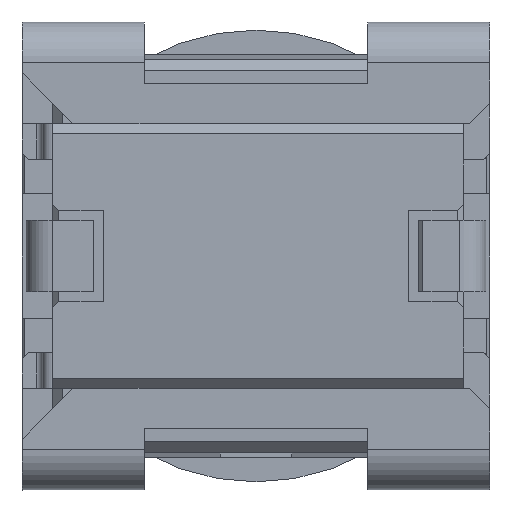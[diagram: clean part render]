
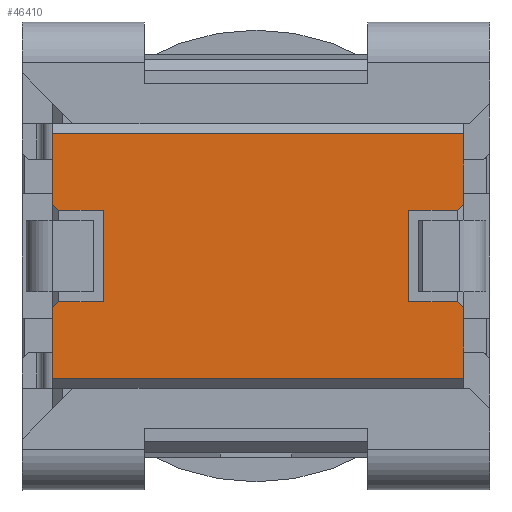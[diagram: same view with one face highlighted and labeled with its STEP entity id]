
A CAD part, front view. The second image highlights one B-rep face of the part: STEP entity #46410.
In plain terms, the highlighted planar face has unit normal (0, -1, 0).
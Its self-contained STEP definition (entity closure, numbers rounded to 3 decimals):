
#44270=CARTESIAN_POINT('',(-16.638,1.735,57.45)
);
#44280=DIRECTION('',(-1.,0.,0.));
#44290=VECTOR('',#44280,1.);
#44300=LINE('',#44270,#44290);
#44310=CARTESIAN_POINT('',(-15.618,1.735,57.45)
);
#44320=VERTEX_POINT('',#44310);
#44330=CARTESIAN_POINT('',(-17.638,1.735,57.45)
);
#44340=VERTEX_POINT('',#44330);
#44350=EDGE_CURVE('',#44320,#44340,#44300,.T.);
#44630=CARTESIAN_POINT('',(-17.638,1.735,58.65)
);
#44640=VERTEX_POINT('',#44630);
#44800=CARTESIAN_POINT('',(-15.618,1.735,58.65)
);
#44810=VERTEX_POINT('',#44800);
#44840=CARTESIAN_POINT('',(-16.638,1.735,58.65)
);
#44850=DIRECTION('',(-1.,0.,0.));
#44860=VECTOR('',#44850,1.);
#44870=LINE('',#44840,#44860);
#44880=EDGE_CURVE('',#44810,#44640,#44870,.T.);
#45040=CARTESIAN_POINT('',(-15.618,1.735,58.305));
#45050=VERTEX_POINT('',#45040);
#45200=CARTESIAN_POINT('',(-15.648,1.735,58.275));
#45210=VERTEX_POINT('',#45200);
#45240=CARTESIAN_POINT('',(-15.846,1.735,58.077));
#45250=DIRECTION('',(0.707,0.,
0.707));
#45260=VECTOR('',#45250,1.);
#45270=LINE('',#45240,#45260);
#45280=EDGE_CURVE('',#45210,#45050,#45270,.T.);
#45330=CARTESIAN_POINT('',(-17.788,1.735,57.4)
);
#45340=DIRECTION('',(0.,-1.,0.));
#45350=DIRECTION('',(0.,0.,-1.));
#45360=AXIS2_PLACEMENT_3D('',#45330,#45340,#45350);
#45370=PLANE('',#45360);
#45380=CARTESIAN_POINT('',(-15.538,1.735,58.275)
);
#45390=DIRECTION('',(1.,0.,0.));
#45400=VECTOR('',#45390,1.);
#45410=LINE('',#45380,#45400);
#45420=CARTESIAN_POINT('',(-17.608,1.735,58.275)
);
#45430=VERTEX_POINT('',#45420);
#45440=CARTESIAN_POINT('',(-17.388,1.735,58.275)
);
#45450=VERTEX_POINT('',#45440);
#45460=EDGE_CURVE('',#45430,#45450,#45410,.T.);
#45470=ORIENTED_EDGE('',*,*,#45460,.T.);
#45480=CARTESIAN_POINT('',(-17.409,1.735,58.077)
);
#45490=DIRECTION('',(0.707,0.,
-0.707));
#45500=VECTOR('',#45490,1.);
#45510=LINE('',#45480,#45500);
#45520=CARTESIAN_POINT('',(-17.638,1.735,58.305)
);
#45530=VERTEX_POINT('',#45520);
#45540=EDGE_CURVE('',#45530,#45430,#45510,.T.);
#45550=ORIENTED_EDGE('',*,*,#45540,.T.);
#45560=CARTESIAN_POINT('',(-17.638,1.735,58.077));
#45570=DIRECTION('',(0.,0.,-1.));
#45580=VECTOR('',#45570,1.);
#45590=LINE('',#45560,#45580);
#45600=EDGE_CURVE('',#44640,#45530,#45590,.T.);
#45610=ORIENTED_EDGE('',*,*,#45600,.T.);
#45620=ORIENTED_EDGE('',*,*,#44880,.T.);
#45630=CARTESIAN_POINT('',(-15.618,1.735,58.077));
#45640=DIRECTION('',(0.,0.,1.));
#45650=VECTOR('',#45640,1.);
#45660=LINE('',#45630,#45650);
#45670=EDGE_CURVE('',#45050,#44810,#45660,.T.);
#45680=ORIENTED_EDGE('',*,*,#45670,.T.);
#45690=ORIENTED_EDGE('',*,*,#45280,.T.);
#45700=CARTESIAN_POINT('',(-15.538,1.735,58.275)
);
#45710=DIRECTION('',(1.,0.,0.));
#45720=VECTOR('',#45710,1.);
#45730=LINE('',#45700,#45720);
#45740=CARTESIAN_POINT('',(-15.888,1.735,58.275));
#45750=VERTEX_POINT('',#45740);
#45760=EDGE_CURVE('',#45750,#45210,#45730,.T.);
#45770=ORIENTED_EDGE('',*,*,#45760,.T.);
#45780=CARTESIAN_POINT('',(-15.888,1.735,58.023)
);
#45790=DIRECTION('',(0.,0.,1.));
#45800=VECTOR('',#45790,1.);
#45810=LINE('',#45780,#45800);
#45820=CARTESIAN_POINT('',(-15.888,1.735,57.825));
#45830=VERTEX_POINT('',#45820);
#45840=EDGE_CURVE('',#45830,#45750,#45810,.T.);
#45850=ORIENTED_EDGE('',*,*,#45840,.T.);
#45860=CARTESIAN_POINT('',(-15.538,1.735,57.825)
);
#45870=DIRECTION('',(1.,0.,0.));
#45880=VECTOR('',#45870,1.);
#45890=LINE('',#45860,#45880);
#45900=CARTESIAN_POINT('',(-15.648,1.735,57.825));
#45910=VERTEX_POINT('',#45900);
#45920=EDGE_CURVE('',#45830,#45910,#45890,.T.);
#45930=ORIENTED_EDGE('',*,*,#45920,.F.);
#45940=CARTESIAN_POINT('',(-15.846,1.735,58.023));
#45950=DIRECTION('',(0.707,0.,
-0.707));
#45960=VECTOR('',#45950,1.);
#45970=LINE('',#45940,#45960);
#45980=CARTESIAN_POINT('',(-15.618,1.735,57.795));
#45990=VERTEX_POINT('',#45980);
#46000=EDGE_CURVE('',#45910,#45990,#45970,.T.);
#46010=ORIENTED_EDGE('',*,*,#46000,.F.);
#46020=CARTESIAN_POINT('',(-15.618,1.735,58.023));
#46030=DIRECTION('',(0.,0.,-1.));
#46040=VECTOR('',#46030,1.);
#46050=LINE('',#46020,#46040);
#46060=EDGE_CURVE('',#45990,#44320,#46050,.T.);
#46070=ORIENTED_EDGE('',*,*,#46060,.F.);
#46080=ORIENTED_EDGE('',*,*,#44350,.F.);
#46090=CARTESIAN_POINT('',(-17.638,1.735,58.023));
#46100=DIRECTION('',(0.,0.,1.));
#46110=VECTOR('',#46100,1.);
#46120=LINE('',#46090,#46110);
#46130=CARTESIAN_POINT('',(-17.638,1.735,57.795)
);
#46140=VERTEX_POINT('',#46130);
#46150=EDGE_CURVE('',#44340,#46140,#46120,.T.);
#46160=ORIENTED_EDGE('',*,*,#46150,.F.);
#46170=CARTESIAN_POINT('',(-17.409,1.735,58.023)
);
#46180=DIRECTION('',(0.707,0.,
0.707));
#46190=VECTOR('',#46180,1.);
#46200=LINE('',#46170,#46190);
#46210=CARTESIAN_POINT('',(-17.608,1.735,57.825)
);
#46220=VERTEX_POINT('',#46210);
#46230=EDGE_CURVE('',#46140,#46220,#46200,.T.);
#46240=ORIENTED_EDGE('',*,*,#46230,.F.);
#46250=CARTESIAN_POINT('',(-15.538,1.735,57.825)
);
#46260=DIRECTION('',(1.,0.,0.));
#46270=VECTOR('',#46260,1.);
#46280=LINE('',#46250,#46270);
#46290=CARTESIAN_POINT('',(-17.388,1.735,57.825)
);
#46300=VERTEX_POINT('',#46290);
#46310=EDGE_CURVE('',#46220,#46300,#46280,.T.);
#46320=ORIENTED_EDGE('',*,*,#46310,.F.);
#46330=CARTESIAN_POINT('',(-17.388,1.735,58.023)
);
#46340=DIRECTION('',(0.,0.,1.));
#46350=VECTOR('',#46340,1.);
#46360=LINE('',#46330,#46350);
#46370=EDGE_CURVE('',#46300,#45450,#46360,.T.);
#46380=ORIENTED_EDGE('',*,*,#46370,.F.);
#46390=EDGE_LOOP('',(#46380,#46320,#46240,#46160,#46080,#46070,#46010,
#45930,#45850,#45770,#45690,#45680,#45620,#45610,#45550,#45470));
#46400=FACE_OUTER_BOUND('',#46390,.T.);
#46410=ADVANCED_FACE('',(#46400),#45370,.T.);
